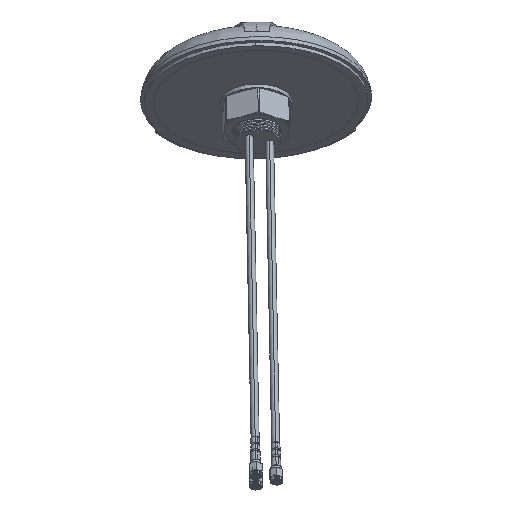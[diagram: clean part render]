
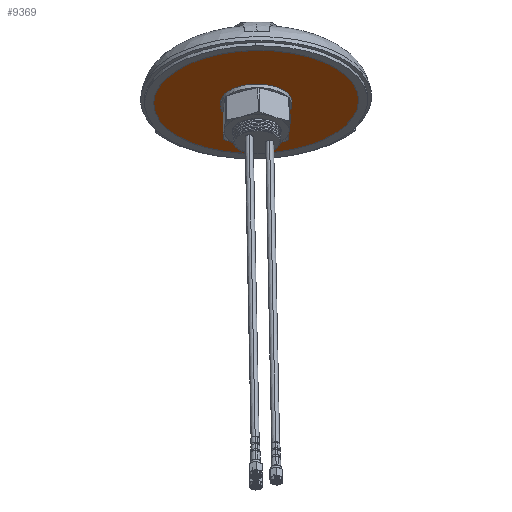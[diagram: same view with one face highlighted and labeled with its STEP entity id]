
A CAD part, front view. The second image highlights one B-rep face of the part: STEP entity #9369.
In plain terms, the highlighted planar face has unit normal (0.017, -0.502, -0.865).
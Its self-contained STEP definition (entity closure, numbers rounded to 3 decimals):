
#390 = VERTEX_POINT ( 'NONE', #14325 ) ;
#1256 = AXIS2_PLACEMENT_3D ( 'NONE', #3251, #5812, #13503 ) ;
#1418 = AXIS2_PLACEMENT_3D ( 'NONE', #6830, #6953, #10785 ) ;
#1771 = FACE_BOUND ( 'NONE', #10759, .T. ) ;
#1842 = DIRECTION ( 'NONE',  ( 0.005, 0.865, -0.502 ) ) ;
#2148 = CARTESIAN_POINT ( 'NONE',  ( -37.135, 67.925, -20.005 ) ) ;
#2188 = EDGE_CURVE ( 'NONE', #390, #13688, #8663, .T. ) ;
#2208 = CARTESIAN_POINT ( 'NONE',  ( -36.94, 51.163, -10.261 ) ) ;
#2253 = CARTESIAN_POINT ( 'NONE',  ( -38.474, 69.088, -20.708 ) ) ;
#2268 = CARTESIAN_POINT ( 'NONE',  ( -40.463, 48.41, -8.732 ) ) ;
#3096 = CIRCLE ( 'NONE', #11048, 64.65 ) ;
#3221 = CARTESIAN_POINT ( 'NONE',  ( -47.799, 59.342, -15.231 ) ) ;
#3251 = CARTESIAN_POINT ( 'NONE',  ( -71.543, 85.783, -31.07 ) ) ;
#3424 = CARTESIAN_POINT ( 'NONE',  ( -41.572, 70.93, -21.84 ) ) ;
#3435 = CARTESIAN_POINT ( 'NONE',  ( -33.817, 57.942, -14.138 ) ) ;
#3475 = CARTESIAN_POINT ( 'NONE',  ( -34.408, 63.657, -17.471 ) ) ;
#3589 = CARTESIAN_POINT ( 'NONE',  ( -48.109, 3.442, 17.246 ) ) ;
#3908 = VERTEX_POINT ( 'NONE', #14208 ) ;
#4608 = CARTESIAN_POINT ( 'NONE',  ( -35.784, 66.26, -19.011 ) ) ;
#4655 = CARTESIAN_POINT ( 'NONE',  ( -34.921, 64.797, -18.143 ) ) ;
#4748 = FACE_OUTER_BOUND ( 'NONE', #11895, .T. ) ;
#4765 = CARTESIAN_POINT ( 'NONE',  ( -47.96, 72.309, -22.769 ) ) ;
#4830 = CARTESIAN_POINT ( 'NONE',  ( -45.27, 46.663, -7.812 ) ) ;
#4923 = ORIENTED_EDGE ( 'NONE', *, *, #8732, .T. ) ;
#5812 = DIRECTION ( 'NONE',  ( 0.017, -0.502, -0.864 ) ) ;
#5878 = ORIENTED_EDGE ( 'NONE', *, *, #12377, .T. ) ;
#5926 = CARTESIAN_POINT ( 'NONE',  ( -43.311, 71.6, -22.264 ) ) ;
#5944 = CARTESIAN_POINT ( 'NONE',  ( -41.286, 47.983, -8.5 ) ) ;
#5988 = CARTESIAN_POINT ( 'NONE',  ( -44.209, 71.847, -22.426 ) ) ;
#6038 = CARTESIAN_POINT ( 'NONE',  ( -40.346, 70.322, -21.462 ) ) ;
#6092 = EDGE_CURVE ( 'NONE', #9914, #9502, #10978, .T. ) ;
#6099 = CARTESIAN_POINT ( 'NONE',  ( -47.482, 72.3, -22.754 ) ) ;
#6113 = CARTESIAN_POINT ( 'NONE',  ( -33.773, 58.764, -14.615 ) ) ;
#6830 = CARTESIAN_POINT ( 'NONE',  ( -47.799, 59.342, -15.231 ) ) ;
#6953 = DIRECTION ( 'NONE',  ( 0.017, -0.502, -0.864 ) ) ;
#7006 = CARTESIAN_POINT ( 'NONE',  ( -47.16, 46.401, -7.698 ) ) ;
#7068 = DIRECTION ( 'NONE',  ( 0.017, -0.502, -0.864 ) ) ;
#7106 = CARTESIAN_POINT ( 'NONE',  ( -47.799, 59.342, -15.231 ) ) ;
#7125 = CARTESIAN_POINT ( 'NONE',  ( -37.248, 50.841, -10.08 ) ) ;
#7144 = ORIENTED_EDGE ( 'NONE', *, *, #6092, .T. ) ;
#7183 = CARTESIAN_POINT ( 'NONE',  ( -33.863, 57.535, -13.902 ) ) ;
#7226 = CARTESIAN_POINT ( 'NONE',  ( -34.326, 55.528, -12.746 ) ) ;
#7268 = CARTESIAN_POINT ( 'NONE',  ( -35.115, 65.17, -18.364 ) ) ;
#7798 = CIRCLE ( 'NONE', #9343, 15. ) ;
#7888 = CARTESIAN_POINT ( 'NONE',  ( -47.96, 72.309, -22.769 ) ) ;
#8013 = CARTESIAN_POINT ( 'NONE',  ( -47.49, 115.241, -47.708 ) ) ;
#8419 = CARTESIAN_POINT ( 'NONE',  ( -33.786, 60.007, -15.338 ) ) ;
#8492 = ORIENTED_EDGE ( 'NONE', *, *, #8866, .T. ) ;
#8514 = DIRECTION ( 'NONE',  ( 0.005, 0.865, -0.502 ) ) ;
#8604 = CIRCLE ( 'NONE', #13892, 15. ) ;
#8644 = CARTESIAN_POINT ( 'NONE',  ( -33.915, 61.655, -16.298 ) ) ;
#8663 = B_SPLINE_CURVE_WITH_KNOTS ( 'NONE', 3,
 ( #14789, #8419, #13675, #9732, #8644, #16146, #3475, #4655, #7268, #9837, #4608, #10995, #2148, #16190, #2253, #12280, #12390, #6038, #13614, #3424, #13569, #5926, #5988, #14998, #14955, #11044, #6099, #4765 ),
 .UNSPECIFIED., .F., .F.,
 ( 4, 2, 2, 2, 2, 2, 2, 2, 2, 2, 2, 2, 2, 4 ),
 ( 0., 0.001, 0.003, 0.006, 0.007, 0.009, 0.011, 0.013, 0.014, 0.016, 0.017, 0.02, 0.021, 0.023 ),
 .UNSPECIFIED. ) ;
#8732 = EDGE_CURVE ( 'NONE', #9502, #9914, #3096, .T. ) ;
#8866 = EDGE_CURVE ( 'NONE', #10541, #390, #14051, .T. ) ;
#9343 = AXIS2_PLACEMENT_3D ( 'NONE', #16227, #16173, #8514 ) ;
#9369 = ADVANCED_FACE ( 'NONE', ( #1771, #4748 ), #9603, .T. ) ;
#9502 = VERTEX_POINT ( 'NONE', #3589 ) ;
#9603 = PLANE ( 'NONE',  #1256 ) ;
#9732 = CARTESIAN_POINT ( 'NONE',  ( -33.858, 61.243, -16.057 ) ) ;
#9837 = CARTESIAN_POINT ( 'NONE',  ( -35.548, 65.905, -18.8 ) ) ;
#9903 = CARTESIAN_POINT ( 'NONE',  ( -33.775, 59.18, -14.857 ) ) ;
#9914 = VERTEX_POINT ( 'NONE', #8013 ) ;
#10541 = VERTEX_POINT ( 'NONE', #12645 ) ;
#10759 = EDGE_LOOP ( 'NONE', ( #11514, #5878, #8492, #12470 ) ) ;
#10785 = DIRECTION ( 'NONE',  ( 0.005, 0.865, -0.502 ) ) ;
#10957 = CARTESIAN_POINT ( 'NONE',  ( -38.213, 49.927, -9.568 ) ) ;
#10978 = CIRCLE ( 'NONE', #1418, 64.65 ) ;
#10995 = CARTESIAN_POINT ( 'NONE',  ( -36.55, 67.288, -19.624 ) ) ;
#11044 = CARTESIAN_POINT ( 'NONE',  ( -47.004, 72.271, -22.728 ) ) ;
#11048 = AXIS2_PLACEMENT_3D ( 'NONE', #3221, #7068, #1842 ) ;
#11062 = CARTESIAN_POINT ( 'NONE',  ( -34.094, 56.324, -13.204 ) ) ;
#11514 = ORIENTED_EDGE ( 'NONE', *, *, #13475, .T. ) ;
#11895 = EDGE_LOOP ( 'NONE', ( #7144, #4923 ) ) ;
#12280 = CARTESIAN_POINT ( 'NONE',  ( -39.197, 69.615, -21.029 ) ) ;
#12291 = CARTESIAN_POINT ( 'NONE',  ( -42.992, 47.257, -8.112 ) ) ;
#12349 = CARTESIAN_POINT ( 'NONE',  ( -40.064, 48.642, -8.858 ) ) ;
#12377 = EDGE_CURVE ( 'NONE', #3908, #10541, #8604, .T. ) ;
#12390 = CARTESIAN_POINT ( 'NONE',  ( -39.571, 69.861, -21.179 ) ) ;
#12400 = CARTESIAN_POINT ( 'NONE',  ( -43.883, 46.975, -7.966 ) ) ;
#12470 = ORIENTED_EDGE ( 'NONE', *, *, #2188, .T. ) ;
#12645 = CARTESIAN_POINT ( 'NONE',  ( -47.638, 46.375, -7.692 ) ) ;
#13475 = EDGE_CURVE ( 'NONE', #13688, #3908, #7798, .T. ) ;
#13503 = DIRECTION ( 'NONE',  ( 0.005, 0.865, -0.502 ) ) ;
#13523 = CARTESIAN_POINT ( 'NONE',  ( -38.917, 49.377, -9.263 ) ) ;
#13569 = CARTESIAN_POINT ( 'NONE',  ( -42., 71.112, -21.954 ) ) ;
#13582 = CARTESIAN_POINT ( 'NONE',  ( -36.102, 52.168, -10.828 ) ) ;
#13614 = CARTESIAN_POINT ( 'NONE',  ( -40.746, 70.536, -21.595 ) ) ;
#13675 = CARTESIAN_POINT ( 'NONE',  ( -33.794, 60.42, -15.578 ) ) ;
#13688 = VERTEX_POINT ( 'NONE', #7888 ) ;
#13740 = CARTESIAN_POINT ( 'NONE',  ( -36.367, 51.826, -10.635 ) ) ;
#13892 = AXIS2_PLACEMENT_3D ( 'NONE', #7106, #16143, #16188 ) ;
#14051 = B_SPLINE_CURVE_WITH_KNOTS ( 'NONE', 3,
 ( #14647, #7006, #15932, #14698, #4830, #12400, #12291, #16262, #5944, #2268, #12349, #13523, #10957, #7125, #2208, #13740, #13582, #14859, #16204, #14916, #7226, #11062, #16157, #7183, #3435, #6113, #9903, #16093 ),
 .UNSPECIFIED., .F., .F.,
 ( 4, 2, 2, 2, 2, 2, 2, 2, 2, 2, 2, 2, 2, 4 ),
 ( 0., 0.001, 0.003, 0.006, 0.007, 0.009, 0.011, 0.013, 0.014, 0.017, 0.019, 0.02, 0.021, 0.023 ),
 .UNSPECIFIED. ) ;
#14208 = CARTESIAN_POINT ( 'NONE',  ( -47.871, 46.372, -7.695 ) ) ;
#14325 = CARTESIAN_POINT ( 'NONE',  ( -33.802, 59.593, -15.097 ) ) ;
#14647 = CARTESIAN_POINT ( 'NONE',  ( -47.638, 46.375, -7.692 ) ) ;
#14698 = CARTESIAN_POINT ( 'NONE',  ( -45.741, 46.577, -7.772 ) ) ;
#14789 = CARTESIAN_POINT ( 'NONE',  ( -33.802, 59.593, -15.097 ) ) ;
#14859 = CARTESIAN_POINT ( 'NONE',  ( -35.365, 53.221, -11.426 ) ) ;
#14916 = CARTESIAN_POINT ( 'NONE',  ( -34.465, 55.132, -12.518 ) ) ;
#14955 = CARTESIAN_POINT ( 'NONE',  ( -46.058, 72.174, -22.653 ) ) ;
#14998 = CARTESIAN_POINT ( 'NONE',  ( -45.591, 72.107, -22.604 ) ) ;
#15932 = CARTESIAN_POINT ( 'NONE',  ( -46.685, 46.447, -7.715 ) ) ;
#16093 = CARTESIAN_POINT ( 'NONE',  ( -33.802, 59.593, -15.097 ) ) ;
#16143 = DIRECTION ( 'NONE',  ( -0.017, 0.502, 0.864 ) ) ;
#16146 = CARTESIAN_POINT ( 'NONE',  ( -34.156, 62.871, -17.009 ) ) ;
#16157 = CARTESIAN_POINT ( 'NONE',  ( -34.001, 56.726, -13.435 ) ) ;
#16173 = DIRECTION ( 'NONE',  ( -0.017, 0.502, 0.864 ) ) ;
#16188 = DIRECTION ( 'NONE',  ( 0.005, 0.865, -0.502 ) ) ;
#16190 = CARTESIAN_POINT ( 'NONE',  ( -38.124, 68.806, -20.537 ) ) ;
#16204 = CARTESIAN_POINT ( 'NONE',  ( -34.955, 53.961, -11.848 ) ) ;
#16227 = CARTESIAN_POINT ( 'NONE',  ( -47.799, 59.342, -15.231 ) ) ;
#16262 = CARTESIAN_POINT ( 'NONE',  ( -41.706, 47.787, -8.395 ) ) ;
